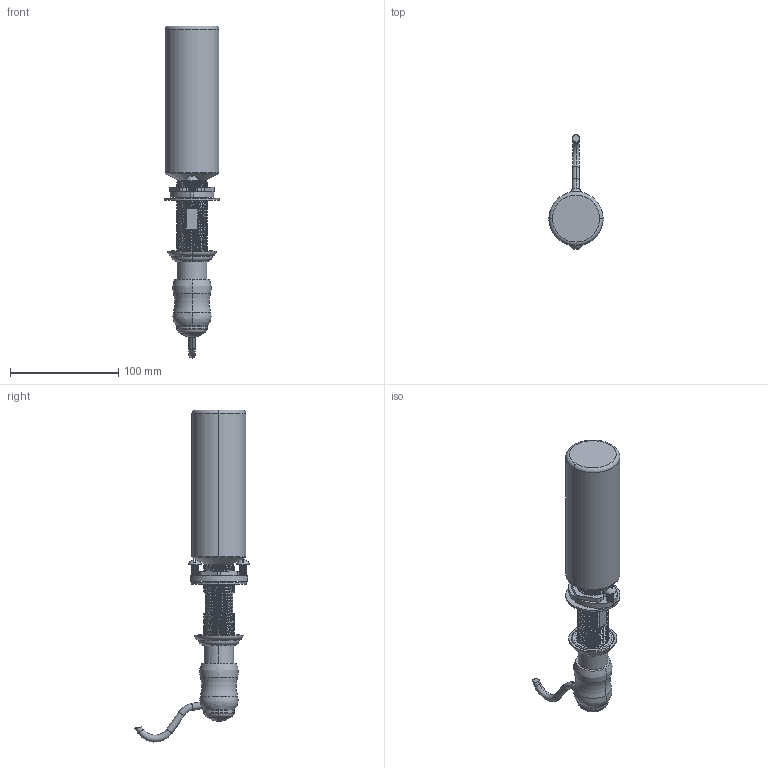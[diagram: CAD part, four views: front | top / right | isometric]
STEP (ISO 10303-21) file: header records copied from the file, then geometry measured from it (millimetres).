
FILE_DESCRIPTION((''),'2;1');
FILE_NAME('124','2021-11-10T13:21:47',('rsmith'),(''),'CREO PARAMETRIC BY PTC INC, 2018400','CREO PARAMETRIC BY PTC INC, 2018400','');
FILE_SCHEMA(('AUTOMOTIVE_DESIGN { 1 0 10303 214 1 1 1 1 }'));
Products named in the file (1): 124
Bounding box: 50.04 x 106.17 x 306.14 mm (x, y, z)
Volume: 384802.5 mm3; surface area: 54917.5 mm2
Topology: 1 solids, 1 shells, 541 faces, 1499 edges, 976 vertices
Faces by surface type: cylinder 210, bspline 151, plane 113, torus 26, cone 24, sphere 11, extrusion 6
Entity records: 75095 total; most frequent: CARTESIAN_POINT 54335, ORIENTED_EDGE 2994, DIRECTION 1902, PRESENTATION_STYLE_ASSIGNMENT 1860, STYLED_ITEM 1504, CURVE_STYLE 1497, EDGE_CURVE 1497, VERTEX_POINT 976
